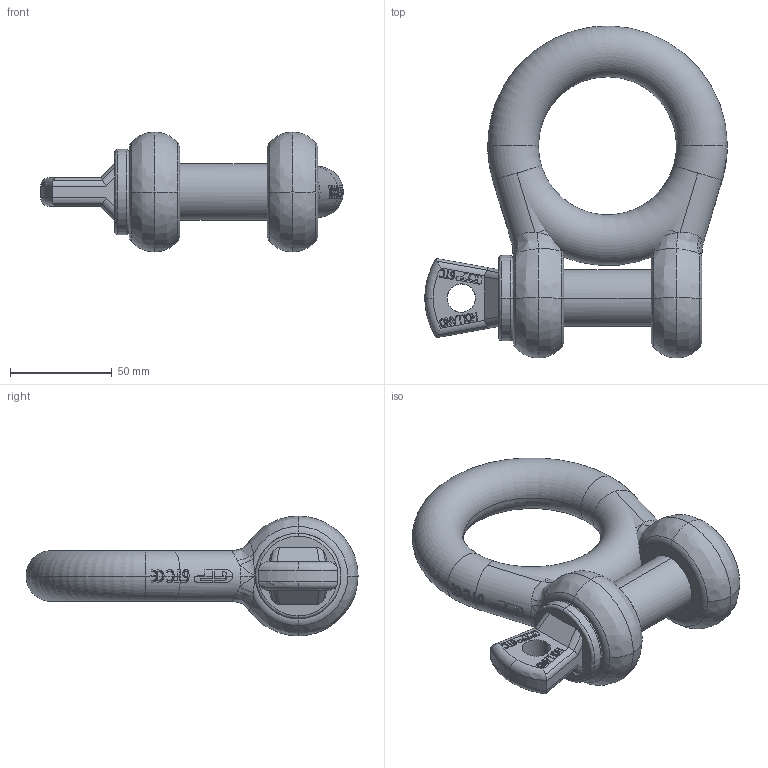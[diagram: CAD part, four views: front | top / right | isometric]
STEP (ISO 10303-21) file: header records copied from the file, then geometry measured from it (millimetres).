
FILE_DESCRIPTION(('STEP AP214'),'1');
FILE_NAME('gpghbb25.stp','2017-03-31T06:00:12',('TraceParts'),('TraceParts S.A.'),'Spatial InterOp 3D',' ',' ');
FILE_SCHEMA(('automotive_design'));
Length unit declared in the file: millimetre
Products named in the file (2): gpghbb25_1; gpghbb25_2
Bounding box: 149 x 163.5 x 59 mm (x, y, z)
Volume: 571057.7 mm3; surface area: 99166.9 mm2
Topology: 2 solids, 2 shells, 611 faces, 2068 edges, 1479 vertices
Faces by surface type: bspline 229, plane 221, cylinder 99, torus 59, cone 3
Entity records: 32346 total; most frequent: CARTESIAN_POINT 12623, ORIENTED_EDGE 4112, EDGE_CURVE 2056, DIRECTION 1564, VERTEX_POINT 1477, B_SPLINE_CURVE_WITH_KNOTS 1365, EDGE_LOOP 645, STYLED_ITEM 613
